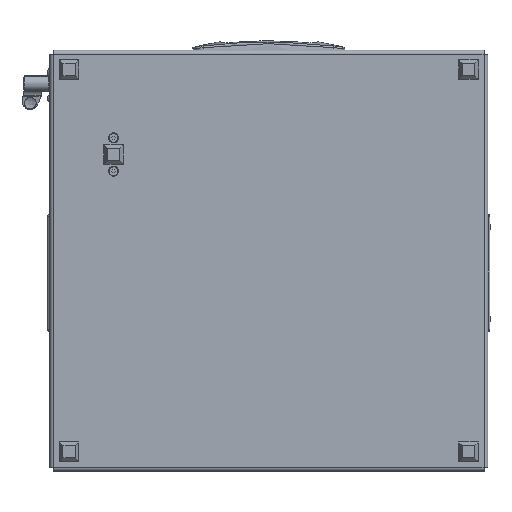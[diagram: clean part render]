
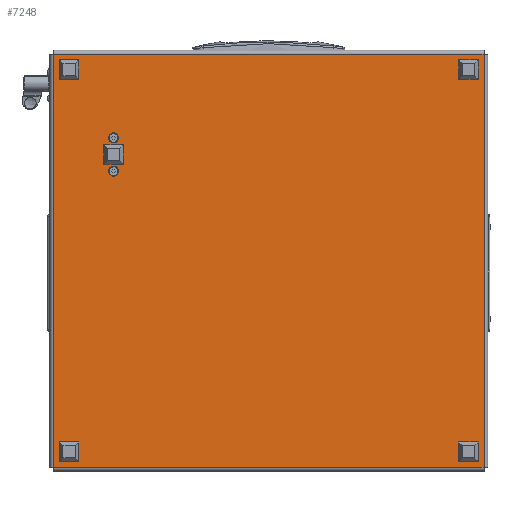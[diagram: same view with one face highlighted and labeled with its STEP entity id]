
A CAD part, front view. The second image highlights one B-rep face of the part: STEP entity #7248.
In plain terms, the highlighted face is planar.
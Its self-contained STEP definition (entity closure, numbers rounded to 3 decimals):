
#26 = CARTESIAN_POINT ( 'NONE',  ( 2., 452., 0. ) ) ;
#1005 = DIRECTION ( 'NONE',  ( 0., -1., 0. ) ) ;
#1162 = CARTESIAN_POINT ( 'NONE',  ( 2., 0., 0. ) ) ;
#1231 = LINE ( 'NONE', #14192, #42679 ) ;
#1457 = EDGE_CURVE ( 'NONE', #35971, #40826, #42317, .T. ) ;
#2003 = DIRECTION ( 'NONE',  ( 0., 0., -1. ) ) ;
#3714 = EDGE_CURVE ( 'NONE', #21289, #5681, #1231, .T. ) ;
#4832 = DIRECTION ( 'NONE',  ( -1., 0., 0. ) ) ;
#5675 = VERTEX_POINT ( 'NONE', #12298 ) ;
#5681 = VERTEX_POINT ( 'NONE', #8712 ) ;
#6329 = VERTEX_POINT ( 'NONE', #10515 ) ;
#6559 = DIRECTION ( 'NONE',  ( 0., 1., 0. ) ) ;
#6793 = LINE ( 'NONE', #1162, #42954 ) ;
#7047 = EDGE_LOOP ( 'NONE', ( #21803, #23614 ) ) ;
#7248 = ADVANCED_FACE ( 'NONE', ( #7887, #14165, #41701 ), #42142, .T. ) ;
#7503 = VERTEX_POINT ( 'NONE', #26 ) ;
#7845 = CIRCLE ( 'NONE', #41472, 5.2 ) ;
#7887 = FACE_BOUND ( 'NONE', #28775, .T. ) ;
#8412 = CARTESIAN_POINT ( 'NONE',  ( 0., 452., 0. ) ) ;
#8511 = DIRECTION ( 'NONE',  ( -1., 0., 0. ) ) ;
#8618 = LINE ( 'NONE', #8412, #40801 ) ;
#8712 = CARTESIAN_POINT ( 'NONE',  ( 436., 0., 0. ) ) ;
#9119 = CARTESIAN_POINT ( 'NONE',  ( 125., 389., 0. ) ) ;
#10515 = CARTESIAN_POINT ( 'NONE',  ( 119.8, 389., 0. ) ) ;
#11768 = CIRCLE ( 'NONE', #35341, 5.2 ) ;
#11812 = EDGE_CURVE ( 'NONE', #5675, #6329, #35009, .T. ) ;
#12117 = LINE ( 'NONE', #39671, #33180 ) ;
#12298 = CARTESIAN_POINT ( 'NONE',  ( 130.2, 389., 0. ) ) ;
#13912 = EDGE_CURVE ( 'NONE', #6329, #5675, #7845, .T. ) ;
#14165 = FACE_BOUND ( 'NONE', #7047, .T. ) ;
#14192 = CARTESIAN_POINT ( 'NONE',  ( 436., 452., 0. ) ) ;
#14274 = AXIS2_PLACEMENT_3D ( 'NONE', #41282, #34093, #28023 ) ;
#15166 = ORIENTED_EDGE ( 'NONE', *, *, #31640, .F. ) ;
#16280 = CARTESIAN_POINT ( 'NONE',  ( 2., 0., 0. ) ) ;
#17874 = DIRECTION ( 'NONE',  ( -1., 0., 0. ) ) ;
#18874 = CARTESIAN_POINT ( 'NONE',  ( 84.8, 389., 0. ) ) ;
#21062 = AXIS2_PLACEMENT_3D ( 'NONE', #38128, #34970, #41924 ) ;
#21289 = VERTEX_POINT ( 'NONE', #26449 ) ;
#21676 = EDGE_CURVE ( 'NONE', #5681, #22234, #12117, .T. ) ;
#21803 = ORIENTED_EDGE ( 'NONE', *, *, #13912, .F. ) ;
#22234 = VERTEX_POINT ( 'NONE', #16280 ) ;
#22805 = EDGE_CURVE ( 'NONE', #40826, #35971, #11768, .T. ) ;
#22997 = AXIS2_PLACEMENT_3D ( 'NONE', #42542, #31768, #8511 ) ;
#23290 = ORIENTED_EDGE ( 'NONE', *, *, #3714, .T. ) ;
#23614 = ORIENTED_EDGE ( 'NONE', *, *, #11812, .F. ) ;
#24143 = ORIENTED_EDGE ( 'NONE', *, *, #21676, .T. ) ;
#26449 = CARTESIAN_POINT ( 'NONE',  ( 436., 452., 0. ) ) ;
#28023 = DIRECTION ( 'NONE',  ( -1., 0., 0. ) ) ;
#28775 = EDGE_LOOP ( 'NONE', ( #34591, #38639 ) ) ;
#29307 = DIRECTION ( 'NONE',  ( -1., 0., 0. ) ) ;
#29603 = ORIENTED_EDGE ( 'NONE', *, *, #31933, .T. ) ;
#30633 = DIRECTION ( 'NONE',  ( 0., 0., -1. ) ) ;
#31640 = EDGE_CURVE ( 'NONE', #21289, #7503, #8618, .T. ) ;
#31768 = DIRECTION ( 'NONE',  ( 0., 0., -1. ) ) ;
#31933 = EDGE_CURVE ( 'NONE', #22234, #7503, #6793, .T. ) ;
#33180 = VECTOR ( 'NONE', #29307, 1000. ) ;
#34093 = DIRECTION ( 'NONE',  ( 0., 0., -1. ) ) ;
#34591 = ORIENTED_EDGE ( 'NONE', *, *, #1457, .F. ) ;
#34970 = DIRECTION ( 'NONE',  ( 0., 0., -1. ) ) ;
#35009 = CIRCLE ( 'NONE', #14274, 5.2 ) ;
#35341 = AXIS2_PLACEMENT_3D ( 'NONE', #41196, #30633, #17874 ) ;
#35971 = VERTEX_POINT ( 'NONE', #18874 ) ;
#38128 = CARTESIAN_POINT ( 'NONE',  ( 0., 452., 0. ) ) ;
#38639 = ORIENTED_EDGE ( 'NONE', *, *, #22805, .F. ) ;
#39302 = EDGE_LOOP ( 'NONE', ( #24143, #29603, #15166, #23290 ) ) ;
#39507 = CARTESIAN_POINT ( 'NONE',  ( 95.2, 389., 0. ) ) ;
#39591 = DIRECTION ( 'NONE',  ( -1., 0., 0. ) ) ;
#39671 = CARTESIAN_POINT ( 'NONE',  ( 436., 0., 0. ) ) ;
#40801 = VECTOR ( 'NONE', #4832, 1000. ) ;
#40826 = VERTEX_POINT ( 'NONE', #39507 ) ;
#41196 = CARTESIAN_POINT ( 'NONE',  ( 90., 389., 0. ) ) ;
#41282 = CARTESIAN_POINT ( 'NONE',  ( 125., 389., 0. ) ) ;
#41472 = AXIS2_PLACEMENT_3D ( 'NONE', #9119, #2003, #39591 ) ;
#41701 = FACE_OUTER_BOUND ( 'NONE', #39302, .T. ) ;
#41924 = DIRECTION ( 'NONE',  ( -1., 0., 0. ) ) ;
#42142 = PLANE ( 'NONE',  #21062 ) ;
#42317 = CIRCLE ( 'NONE', #22997, 5.2 ) ;
#42542 = CARTESIAN_POINT ( 'NONE',  ( 90., 389., 0. ) ) ;
#42679 = VECTOR ( 'NONE', #1005, 1000. ) ;
#42954 = VECTOR ( 'NONE', #6559, 1000. ) ;
